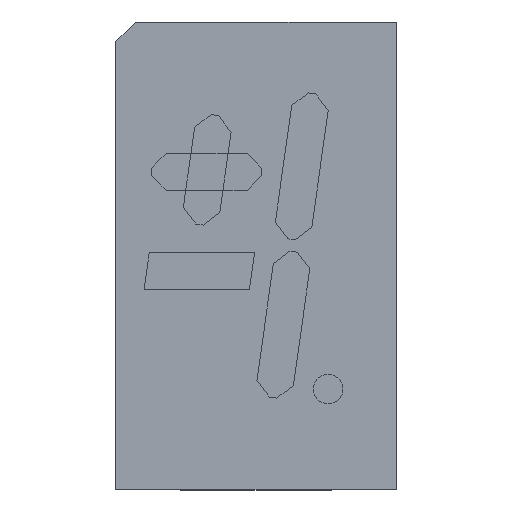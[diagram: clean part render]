
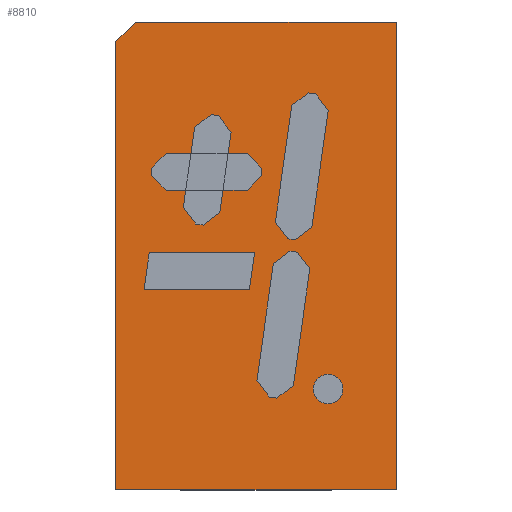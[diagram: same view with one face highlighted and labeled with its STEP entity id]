
A CAD part, top view. The second image highlights one B-rep face of the part: STEP entity #8810.
In plain terms, the highlighted planar face has unit normal (0, 0, 1).
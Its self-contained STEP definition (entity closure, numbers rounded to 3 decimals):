
#8774 = EDGE_CURVE('',#8775,#8777,#8779,.T.);
#8775 = VERTEX_POINT('',#8776);
#8776 = CARTESIAN_POINT('',(-1.27,-11.43,6.1));
#8777 = VERTEX_POINT('',#8778);
#8778 = CARTESIAN_POINT('',(-1.27,0.73,6.1));
#8779 = LINE('',#8780,#8781);
#8780 = CARTESIAN_POINT('',(-1.27,-11.43,6.1));
#8781 = VECTOR('',#8782,1.);
#8782 = DIRECTION('',(0.,1.,0.));
#8810 = ADVANCED_FACE('',(#8811),#8844,.T.);
#8811 = FACE_BOUND('',#8812,.T.);
#8812 = EDGE_LOOP('',(#8813,#8814,#8822,#8830,#8838));
#8813 = ORIENTED_EDGE('',*,*,#8774,.F.);
#8814 = ORIENTED_EDGE('',*,*,#8815,.T.);
#8815 = EDGE_CURVE('',#8775,#8816,#8818,.T.);
#8816 = VERTEX_POINT('',#8817);
#8817 = CARTESIAN_POINT('',(6.35,-11.43,6.1));
#8818 = LINE('',#8819,#8820);
#8819 = CARTESIAN_POINT('',(-1.27,-11.43,6.1));
#8820 = VECTOR('',#8821,1.);
#8821 = DIRECTION('',(1.,0.,0.));
#8822 = ORIENTED_EDGE('',*,*,#8823,.T.);
#8823 = EDGE_CURVE('',#8816,#8824,#8826,.T.);
#8824 = VERTEX_POINT('',#8825);
#8825 = CARTESIAN_POINT('',(6.35,1.27,6.1));
#8826 = LINE('',#8827,#8828);
#8827 = CARTESIAN_POINT('',(6.35,-11.43,6.1));
#8828 = VECTOR('',#8829,1.);
#8829 = DIRECTION('',(0.,1.,0.));
#8830 = ORIENTED_EDGE('',*,*,#8831,.F.);
#8831 = EDGE_CURVE('',#8832,#8824,#8834,.T.);
#8832 = VERTEX_POINT('',#8833);
#8833 = CARTESIAN_POINT('',(-0.73,1.27,6.1));
#8834 = LINE('',#8835,#8836);
#8835 = CARTESIAN_POINT('',(-1.27,1.27,6.1));
#8836 = VECTOR('',#8837,1.);
#8837 = DIRECTION('',(1.,0.,0.));
#8838 = ORIENTED_EDGE('',*,*,#8839,.T.);
#8839 = EDGE_CURVE('',#8832,#8777,#8840,.T.);
#8840 = LINE('',#8841,#8842);
#8841 = CARTESIAN_POINT('',(-4.425,-2.425,6.1));
#8842 = VECTOR('',#8843,1.);
#8843 = DIRECTION('',(-0.707,-0.707,0.));
#8844 = PLANE('',#8845);
#8845 = AXIS2_PLACEMENT_3D('',#8846,#8847,#8848);
#8846 = CARTESIAN_POINT('',(-1.27,-11.43,6.1));
#8847 = DIRECTION('',(0.,0.,1.));
#8848 = DIRECTION('',(1.,0.,0.));
